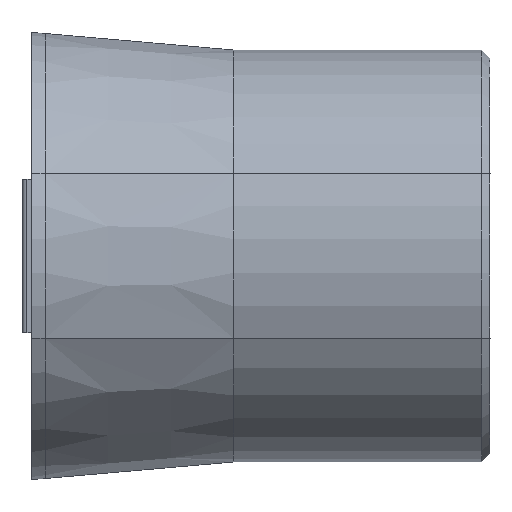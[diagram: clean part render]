
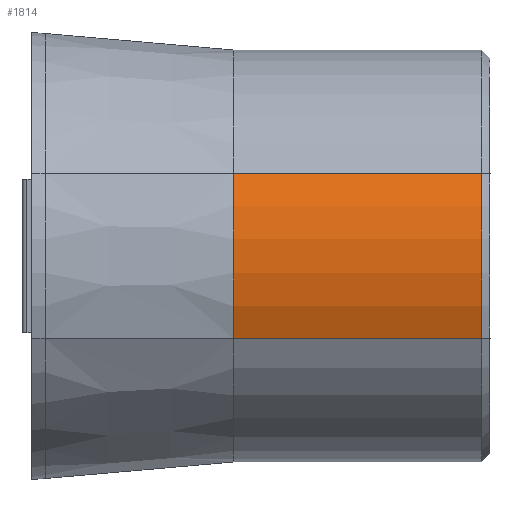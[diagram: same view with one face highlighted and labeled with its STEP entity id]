
A CAD part, front view. The second image highlights one B-rep face of the part: STEP entity #1814.
In plain terms, the highlighted cylindrical face has radius 12.5 mm (diameter 25 mm), a partial arc.
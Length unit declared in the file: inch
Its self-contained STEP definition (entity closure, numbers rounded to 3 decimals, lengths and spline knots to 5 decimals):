
#24 = DIRECTION ( 'NONE',  ( 0., 0., 1. ) ) ;
#53 = EDGE_CURVE ( 'NONE', #3162, #2115, #3010, .T. ) ;
#288 = EDGE_CURVE ( 'NONE', #3162, #3407, #4217, .T. ) ;
#330 = DIRECTION ( 'NONE',  ( 0., 1., 0. ) ) ;
#341 = FACE_OUTER_BOUND ( 'NONE', #1049, .T. ) ;
#497 = EDGE_CURVE ( 'NONE', #2115, #3772, #2218, .T. ) ;
#636 = CYLINDRICAL_SURFACE ( 'NONE', #2815, 0.49213 ) ;
#801 = VECTOR ( 'NONE', #1310, 39.37008 ) ;
#992 = DIRECTION ( 'NONE',  ( 1., 0., 0. ) ) ;
#1049 = EDGE_LOOP ( 'NONE', ( #2193, #3945, #1711, #3310 ) ) ;
#1310 = DIRECTION ( 'NONE',  ( 1., 0., 0. ) ) ;
#1475 = AXIS2_PLACEMENT_3D ( 'NONE', #2642, #992, #24 ) ;
#1560 = CARTESIAN_POINT ( 'NONE',  ( 0.45, -0.45113, 0.19665 ) ) ;
#1607 = DIRECTION ( 'NONE',  ( -1., 0., 0. ) ) ;
#1711 = ORIENTED_EDGE ( 'NONE', *, *, #53, .T. ) ;
#1763 = CARTESIAN_POINT ( 'NONE',  ( 1.06299, -0.45113, 0.19665 ) ) ;
#1814 = ADVANCED_FACE ( 'NONE', ( #341 ), #636, .T. ) ;
#1884 = CARTESIAN_POINT ( 'NONE',  ( 0.45, -0.45113, -0.19665 ) ) ;
#1889 = EDGE_CURVE ( 'NONE', #3772, #3407, #2633, .T. ) ;
#2075 = AXIS2_PLACEMENT_3D ( 'NONE', #3368, #2999, #330 ) ;
#2115 = VERTEX_POINT ( 'NONE', #1560 ) ;
#2193 = ORIENTED_EDGE ( 'NONE', *, *, #1889, .T. ) ;
#2218 = CIRCLE ( 'NONE', #1475, 0.49213 ) ;
#2238 = CARTESIAN_POINT ( 'NONE',  ( 1.04331, -0.45113, -0.19665 ) ) ;
#2299 = DIRECTION ( 'NONE',  ( 0., 0., 1. ) ) ;
#2355 = VECTOR ( 'NONE', #2704, 39.37008 ) ;
#2590 = CARTESIAN_POINT ( 'NONE',  ( 0.7565, 0., 0. ) ) ;
#2633 = LINE ( 'NONE', #3263, #801 ) ;
#2642 = CARTESIAN_POINT ( 'NONE',  ( 0.45, 0., 0. ) ) ;
#2704 = DIRECTION ( 'NONE',  ( -1., 0., 0. ) ) ;
#2815 = AXIS2_PLACEMENT_3D ( 'NONE', #2590, #1607, #2299 ) ;
#2999 = DIRECTION ( 'NONE',  ( 1., 0., 0. ) ) ;
#3010 = LINE ( 'NONE', #1763, #2355 ) ;
#3162 = VERTEX_POINT ( 'NONE', #3741 ) ;
#3263 = CARTESIAN_POINT ( 'NONE',  ( 1.06299, -0.45113, -0.19665 ) ) ;
#3310 = ORIENTED_EDGE ( 'NONE', *, *, #497, .T. ) ;
#3368 = CARTESIAN_POINT ( 'NONE',  ( 1.04331, 0., 0. ) ) ;
#3407 = VERTEX_POINT ( 'NONE', #2238 ) ;
#3741 = CARTESIAN_POINT ( 'NONE',  ( 1.04331, -0.45113, 0.19665 ) ) ;
#3772 = VERTEX_POINT ( 'NONE', #1884 ) ;
#3945 = ORIENTED_EDGE ( 'NONE', *, *, #288, .F. ) ;
#4217 = CIRCLE ( 'NONE', #2075, 0.49213 ) ;
